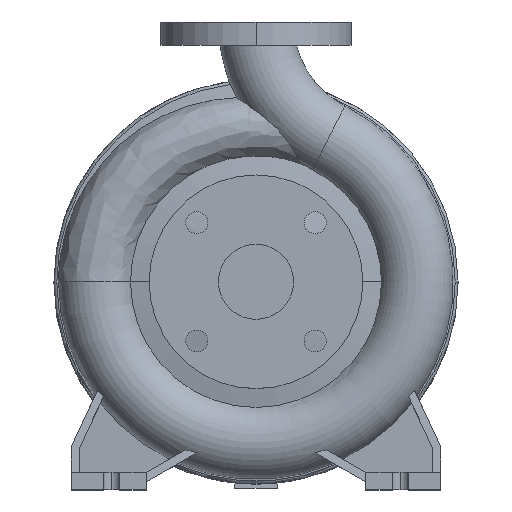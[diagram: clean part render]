
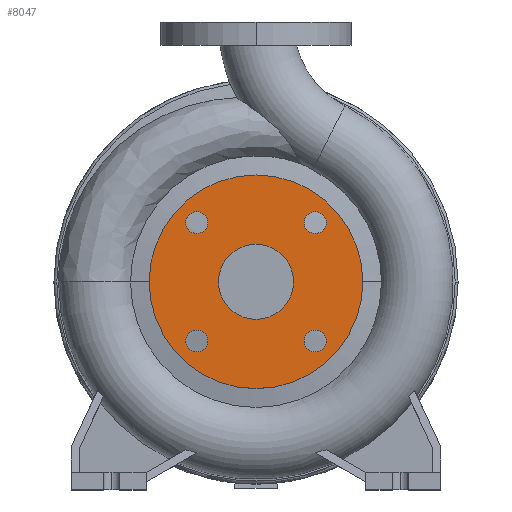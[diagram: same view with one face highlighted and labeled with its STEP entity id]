
A CAD part, top view. The second image highlights one B-rep face of the part: STEP entity #8047.
In plain terms, the highlighted planar face has unit normal (0, 0, 1).
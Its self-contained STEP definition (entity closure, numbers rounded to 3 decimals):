
#163 = DIRECTION ( 'NONE',  ( 1., 0., 0. ) ) ;
#569 = VERTEX_POINT ( 'NONE', #11926 ) ;
#791 = ORIENTED_EDGE ( 'NONE', *, *, #9131, .F. ) ;
#856 = EDGE_LOOP ( 'NONE', ( #11162, #10198 ) ) ;
#891 = VERTEX_POINT ( 'NONE', #13021 ) ;
#913 = FACE_OUTER_BOUND ( 'NONE', #856, .T. ) ;
#929 = VERTEX_POINT ( 'NONE', #13089 ) ;
#991 = ORIENTED_EDGE ( 'NONE', *, *, #8936, .F. ) ;
#1076 = DIRECTION ( 'NONE',  ( 0., 0., 1. ) ) ;
#1120 = CARTESIAN_POINT ( 'NONE',  ( 0., 0., 100. ) ) ;
#1147 = CARTESIAN_POINT ( 'NONE',  ( -51.265, 51.265, 100. ) ) ;
#1315 = DIRECTION ( 'NONE',  ( 1., 0., 0. ) ) ;
#1409 = DIRECTION ( 'NONE',  ( 0., 0., 1. ) ) ;
#1415 = DIRECTION ( 'NONE',  ( 1., 0., 0. ) ) ;
#1590 = AXIS2_PLACEMENT_3D ( 'NONE', #6852, #11087, #163 ) ;
#1679 = CIRCLE ( 'NONE', #11018, 9.5 ) ;
#1714 = DIRECTION ( 'NONE',  ( 1., 0., 0. ) ) ;
#1783 = CARTESIAN_POINT ( 'NONE',  ( -51.265, -51.265, 100. ) ) ;
#2011 = EDGE_LOOP ( 'NONE', ( #2811, #8995 ) ) ;
#2097 = DIRECTION ( 'NONE',  ( 0., 0., -1. ) ) ;
#2358 = CARTESIAN_POINT ( 'NONE',  ( -51.265, 51.265, 100. ) ) ;
#2445 = VERTEX_POINT ( 'NONE', #10581 ) ;
#2484 = EDGE_CURVE ( 'NONE', #11098, #9347, #5422, .T. ) ;
#2527 = EDGE_LOOP ( 'NONE', ( #791, #9234 ) ) ;
#2811 = ORIENTED_EDGE ( 'NONE', *, *, #8218, .F. ) ;
#3073 = CARTESIAN_POINT ( 'NONE',  ( -41.765, 51.265, 100. ) ) ;
#3335 = DIRECTION ( 'NONE',  ( 0., 0., 1. ) ) ;
#3419 = DIRECTION ( 'NONE',  ( 1., 0., 0. ) ) ;
#3663 = EDGE_LOOP ( 'NONE', ( #7471, #6913 ) ) ;
#3704 = AXIS2_PLACEMENT_3D ( 'NONE', #7543, #11839, #3419 ) ;
#3742 = DIRECTION ( 'NONE',  ( 1., 0., 0. ) ) ;
#4191 = EDGE_CURVE ( 'NONE', #10967, #2445, #1679, .T. ) ;
#4260 = CIRCLE ( 'NONE', #7156, 9.5 ) ;
#4620 = CARTESIAN_POINT ( 'NONE',  ( 51.265, -51.265, 100. ) ) ;
#4639 = AXIS2_PLACEMENT_3D ( 'NONE', #9356, #1076, #10674 ) ;
#4956 = EDGE_CURVE ( 'NONE', #569, #12359, #12596, .T. ) ;
#4974 = CIRCLE ( 'NONE', #7856, 9.5 ) ;
#5035 = FACE_BOUND ( 'NONE', #2527, .T. ) ;
#5167 = DIRECTION ( 'NONE',  ( -1., 0., 0. ) ) ;
#5173 = CIRCLE ( 'NONE', #9828, 9.5 ) ;
#5322 = CIRCLE ( 'NONE', #11316, 32.5 ) ;
#5422 = CIRCLE ( 'NONE', #7208, 9.5 ) ;
#5501 = ORIENTED_EDGE ( 'NONE', *, *, #12514, .F. ) ;
#5605 = EDGE_LOOP ( 'NONE', ( #5882, #5501 ) ) ;
#5833 = CARTESIAN_POINT ( 'NONE',  ( -51.265, -51.265, 100. ) ) ;
#5882 = ORIENTED_EDGE ( 'NONE', *, *, #6743, .F. ) ;
#6237 = DIRECTION ( 'NONE',  ( 1., 0., 0. ) ) ;
#6273 = CARTESIAN_POINT ( 'NONE',  ( 0., 92.5, 100. ) ) ;
#6416 = FACE_BOUND ( 'NONE', #3663, .T. ) ;
#6743 = EDGE_CURVE ( 'NONE', #8528, #891, #10185, .T. ) ;
#6815 = DIRECTION ( 'NONE',  ( 0., 0., 1. ) ) ;
#6852 = CARTESIAN_POINT ( 'NONE',  ( 51.265, -51.265, 100. ) ) ;
#6881 = AXIS2_PLACEMENT_3D ( 'NONE', #6273, #2097, #5167 ) ;
#6913 = ORIENTED_EDGE ( 'NONE', *, *, #2484, .F. ) ;
#7089 = CIRCLE ( 'NONE', #4639, 92.5 ) ;
#7156 = AXIS2_PLACEMENT_3D ( 'NONE', #5833, #6815, #3742 ) ;
#7208 = AXIS2_PLACEMENT_3D ( 'NONE', #2358, #3335, #1315 ) ;
#7387 = FACE_BOUND ( 'NONE', #12351, .T. ) ;
#7414 = DIRECTION ( 'NONE',  ( 0., 0., 1. ) ) ;
#7439 = VERTEX_POINT ( 'NONE', #7904 ) ;
#7442 = DIRECTION ( 'NONE',  ( 0., 0., 1. ) ) ;
#7471 = ORIENTED_EDGE ( 'NONE', *, *, #10052, .F. ) ;
#7543 = CARTESIAN_POINT ( 'NONE',  ( 0., 0., 100. ) ) ;
#7713 = EDGE_CURVE ( 'NONE', #12359, #569, #7089, .T. ) ;
#7856 = AXIS2_PLACEMENT_3D ( 'NONE', #9727, #7442, #12995 ) ;
#7904 = CARTESIAN_POINT ( 'NONE',  ( 41.765, -51.265, 100. ) ) ;
#8047 = ADVANCED_FACE ( 'NONE', ( #5035, #6416, #8291, #11627, #913, #7387 ), #10452, .F. ) ;
#8218 = EDGE_CURVE ( 'NONE', #9623, #13086, #5322, .T. ) ;
#8288 = CARTESIAN_POINT ( 'NONE',  ( -32.5, 0., 100. ) ) ;
#8291 = FACE_BOUND ( 'NONE', #5605, .T. ) ;
#8481 = CIRCLE ( 'NONE', #1590, 9.5 ) ;
#8500 = CIRCLE ( 'NONE', #12061, 32.5 ) ;
#8528 = VERTEX_POINT ( 'NONE', #12594 ) ;
#8857 = DIRECTION ( 'NONE',  ( 1., 0., 0. ) ) ;
#8936 = EDGE_CURVE ( 'NONE', #2445, #10967, #4260, .T. ) ;
#8977 = CARTESIAN_POINT ( 'NONE',  ( 32.5, 0., 100. ) ) ;
#8995 = ORIENTED_EDGE ( 'NONE', *, *, #9982, .F. ) ;
#9063 = CARTESIAN_POINT ( 'NONE',  ( 51.265, 51.265, 100. ) ) ;
#9097 = EDGE_CURVE ( 'NONE', #7439, #929, #12706, .T. ) ;
#9131 = EDGE_CURVE ( 'NONE', #929, #7439, #8481, .T. ) ;
#9234 = ORIENTED_EDGE ( 'NONE', *, *, #9097, .F. ) ;
#9347 = VERTEX_POINT ( 'NONE', #3073 ) ;
#9356 = CARTESIAN_POINT ( 'NONE',  ( 0., 0., 100. ) ) ;
#9500 = ORIENTED_EDGE ( 'NONE', *, *, #4191, .F. ) ;
#9623 = VERTEX_POINT ( 'NONE', #8977 ) ;
#9727 = CARTESIAN_POINT ( 'NONE',  ( 51.265, 51.265, 100. ) ) ;
#9828 = AXIS2_PLACEMENT_3D ( 'NONE', #1147, #12904, #1415 ) ;
#9982 = EDGE_CURVE ( 'NONE', #13086, #9623, #8500, .T. ) ;
#10052 = EDGE_CURVE ( 'NONE', #9347, #11098, #5173, .T. ) ;
#10182 = DIRECTION ( 'NONE',  ( 0., 0., 1. ) ) ;
#10185 = CIRCLE ( 'NONE', #11960, 9.5 ) ;
#10198 = ORIENTED_EDGE ( 'NONE', *, *, #7713, .T. ) ;
#10209 = DIRECTION ( 'NONE',  ( 0., 0., 1. ) ) ;
#10452 = PLANE ( 'NONE',  #6881 ) ;
#10581 = CARTESIAN_POINT ( 'NONE',  ( -41.765, -51.265, 100. ) ) ;
#10674 = DIRECTION ( 'NONE',  ( 1., 0., 0. ) ) ;
#10967 = VERTEX_POINT ( 'NONE', #11111 ) ;
#11018 = AXIS2_PLACEMENT_3D ( 'NONE', #1783, #10209, #1714 ) ;
#11087 = DIRECTION ( 'NONE',  ( 0., 0., 1. ) ) ;
#11098 = VERTEX_POINT ( 'NONE', #12160 ) ;
#11111 = CARTESIAN_POINT ( 'NONE',  ( -60.765, -51.265, 100. ) ) ;
#11162 = ORIENTED_EDGE ( 'NONE', *, *, #4956, .T. ) ;
#11316 = AXIS2_PLACEMENT_3D ( 'NONE', #1120, #13085, #12042 ) ;
#11627 = FACE_BOUND ( 'NONE', #2011, .T. ) ;
#11839 = DIRECTION ( 'NONE',  ( 0., 0., 1. ) ) ;
#11926 = CARTESIAN_POINT ( 'NONE',  ( 92.5, 0., 100. ) ) ;
#11960 = AXIS2_PLACEMENT_3D ( 'NONE', #9063, #10182, #12259 ) ;
#12042 = DIRECTION ( 'NONE',  ( 1., 0., 0. ) ) ;
#12061 = AXIS2_PLACEMENT_3D ( 'NONE', #12573, #7414, #6237 ) ;
#12160 = CARTESIAN_POINT ( 'NONE',  ( -60.765, 51.265, 100. ) ) ;
#12259 = DIRECTION ( 'NONE',  ( 1., 0., 0. ) ) ;
#12351 = EDGE_LOOP ( 'NONE', ( #991, #9500 ) ) ;
#12359 = VERTEX_POINT ( 'NONE', #13560 ) ;
#12514 = EDGE_CURVE ( 'NONE', #891, #8528, #4974, .T. ) ;
#12573 = CARTESIAN_POINT ( 'NONE',  ( 0., 0., 100. ) ) ;
#12594 = CARTESIAN_POINT ( 'NONE',  ( 60.765, 51.265, 100. ) ) ;
#12596 = CIRCLE ( 'NONE', #3704, 92.5 ) ;
#12706 = CIRCLE ( 'NONE', #13590, 9.5 ) ;
#12904 = DIRECTION ( 'NONE',  ( 0., 0., 1. ) ) ;
#12995 = DIRECTION ( 'NONE',  ( 1., 0., 0. ) ) ;
#13021 = CARTESIAN_POINT ( 'NONE',  ( 41.765, 51.265, 100. ) ) ;
#13085 = DIRECTION ( 'NONE',  ( 0., 0., 1. ) ) ;
#13086 = VERTEX_POINT ( 'NONE', #8288 ) ;
#13089 = CARTESIAN_POINT ( 'NONE',  ( 60.765, -51.265, 100. ) ) ;
#13560 = CARTESIAN_POINT ( 'NONE',  ( -92.5, 0., 100. ) ) ;
#13590 = AXIS2_PLACEMENT_3D ( 'NONE', #4620, #1409, #8857 ) ;
